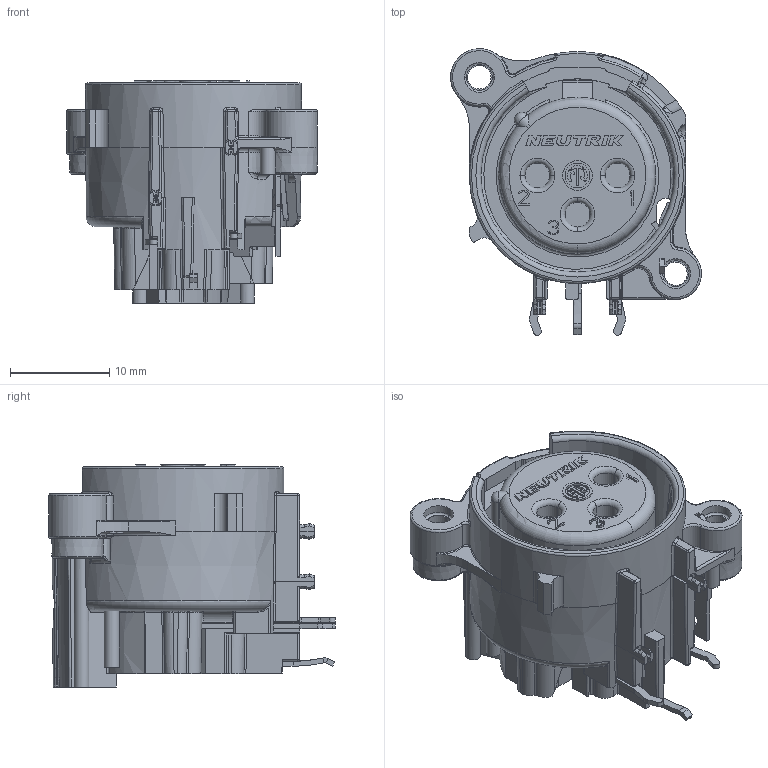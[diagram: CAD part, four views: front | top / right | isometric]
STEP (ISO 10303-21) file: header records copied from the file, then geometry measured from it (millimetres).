
FILE_DESCRIPTION((''),'2;1');
FILE_NAME('30012474','2025-04-17T13:28:08',('SYSTEM'),(''),'CREO PARAMETRIC BY PTC INC, 2023424','CREO PARAMETRIC BY PTC INC, 2023424','');
FILE_SCHEMA(('CONFIG_CONTROL_DESIGN'));
Length unit declared in the file: millimetre
Products named in the file (1): 30012474
Bounding box: 25.3 x 28.9 x 22.4 mm (x, y, z)
Volume: 6000.1 mm3; surface area: 4769.3 mm2
Topology: 1 solids, 1 shells, 1099 faces, 2973 edges, 1878 vertices
Faces by surface type: plane 547, cylinder 265, bspline 139, torus 93, cone 31, sphere 20, extrusion 3, revolution 1
Entity records: 39556 total; most frequent: CARTESIAN_POINT 12969, ORIENTED_EDGE 5944, DIRECTION 5056, EDGE_CURVE 2972, VERTEX_POINT 1878, AXIS2_PLACEMENT_3D 1686, VECTOR 1683, LINE 1680
